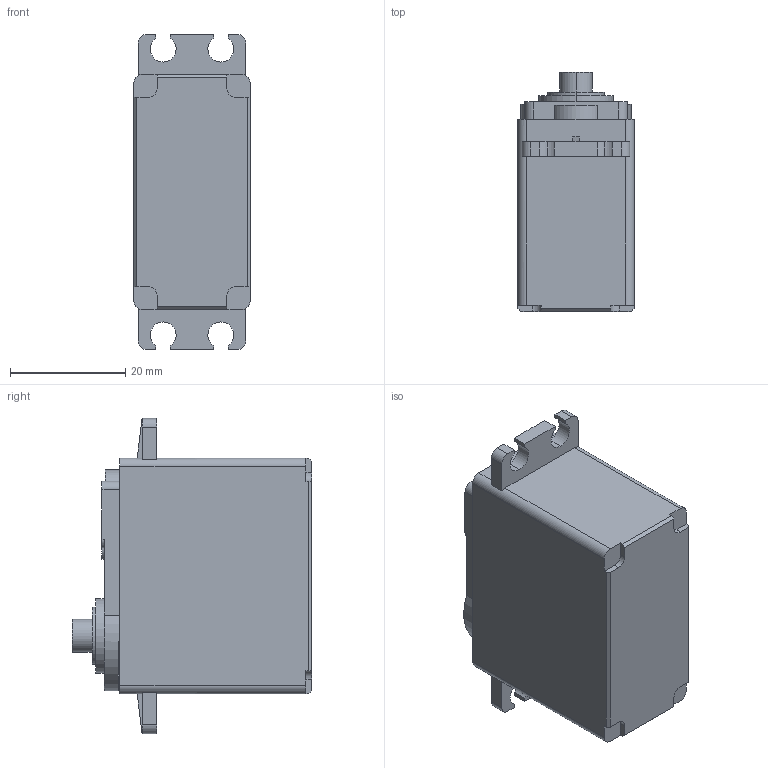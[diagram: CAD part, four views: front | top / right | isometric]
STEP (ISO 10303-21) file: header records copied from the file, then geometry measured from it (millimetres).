
FILE_DESCRIPTION (( 'STEP AP203' ), '1' );
FILE_NAME ('FeeTech FS5109M Metal Gear Servo Outer volume.STEP', '2020-03-19T08:05:24', ( '' ), ( '' ), 'SwSTEP 2.0', 'SolidWorks 2018', '' );
FILE_SCHEMA (( 'CONFIG_CONTROL_DESIGN' ));
Length unit declared in the file: millimetre
Products named in the file (1): FeeTech FS5109M Metal Gear Servo Outer volume
Bounding box: 20.1 x 41.4 x 54.6 mm (x, y, z)
Volume: 29669.9 mm3; surface area: 6601.2 mm2
Topology: 1 solids, 1 shells, 119 faces, 327 edges, 216 vertices
Faces by surface type: plane 78, cylinder 41
Entity records: 3862 total; most frequent: CARTESIAN_POINT 663, DIRECTION 659, ORIENTED_EDGE 654, EDGE_CURVE 327, VECTOR 235, LINE 235, VERTEX_POINT 216, AXIS2_PLACEMENT_3D 212
